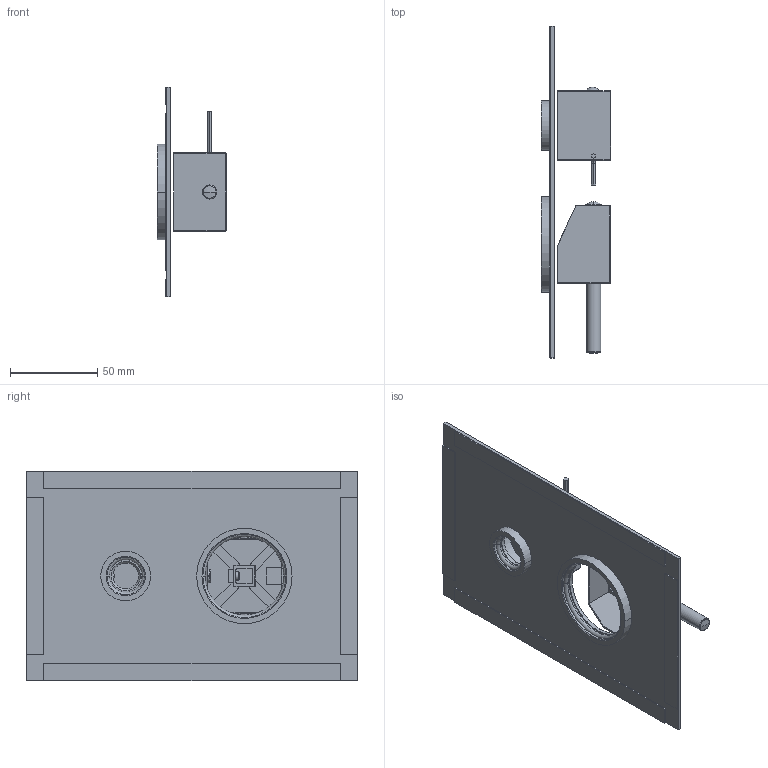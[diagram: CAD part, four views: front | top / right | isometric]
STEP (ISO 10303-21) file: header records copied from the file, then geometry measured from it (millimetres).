
FILE_DESCRIPTION((''),'2;1');
FILE_NAME('LEA019CR-MEST_ASM','2021-01-29T15:11:09',('stefano.gianpani'),('PAFFONI SpA'),'CREO PARAMETRIC BY PTC INC, 2020044','CREO PARAMETRIC BY PTC INC, 2020044','');
FILE_SCHEMA(('CONFIG_CONTROL_DESIGN','SHAPE_APPEARANCE_LAYERS_GROUPS'));
Length unit declared in the file: millimetre
Products named in the file (16): 2041734_CORPO-LEVA; 2041734_LEVA; 2041734CR_ASM; 592305006A2I; TCF08CRTE; CHBR25; 8001113CR_ASM; 4061169CRI_AF1; 2092467_AF1; 2092468_AF1; 2091415; 2091417; 2042488GR; 2041560GR; 2091105CRN; LEA019CR-MEST_ASM
Assembly tree (17 placements, depth 3):
  LEA019CR-MEST_ASM
    2041734CR_ASM
      2041734_CORPO-LEVA
      2041734_LEVA
    8001113CR_ASM
      592305006A2I
      TCF08CRTE
      CHBR25
    4061169CRI_AF1
    2092467_AF1
    2092468_AF1
    2091415  x2
    2091417  x2
    2042488GR
    2041560GR
    2091105CRN
Bounding box: 39.99 x 190 x 120 mm (x, y, z)
Volume: 95332.4 mm3; surface area: 92113.5 mm2
Topology: 15 solids, 21 shells, 300 faces, 714 edges, 455 vertices
Faces by surface type: plane 154, cylinder 88, cone 36, torus 12, sphere 10
Entity records: 11873 total; most frequent: CARTESIAN_POINT 1773, DIRECTION 1554, ORIENTED_EDGE 1338, PRESENTATION_STYLE_ASSIGNMENT 796, STYLED_ITEM 796, CURVE_STYLE 682, EDGE_CURVE 682, AXIS2_PLACEMENT_3D 572
